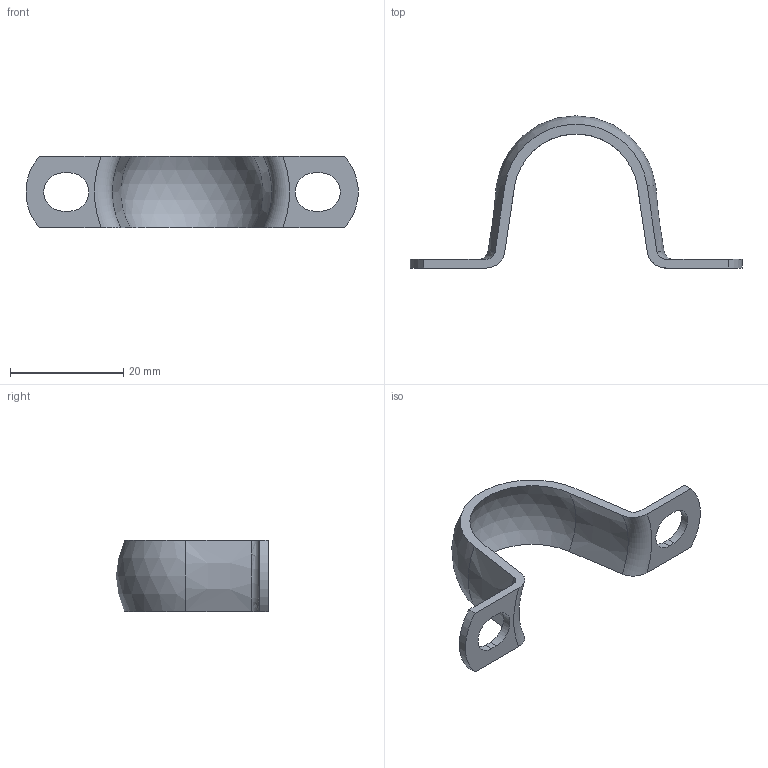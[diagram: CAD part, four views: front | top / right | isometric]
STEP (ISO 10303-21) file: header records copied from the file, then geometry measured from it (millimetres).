
FILE_DESCRIPTION(/* description */ (''),/* implementation_level */ '2;1');
FILE_NAME(/* name */ 'MSTR BD Strap_3688.ipt.stp',/* time_stamp */ '2016-01-07T16:35:46-08:00',/* author */ ('Autodesk, Inc.'),/* organization */ (''),/* preprocessor_version */ 'ST-DEVELOPER v16.1',/* originating_system */ 'Autodesk Inventor 2016',/* authorisation */ '');
FILE_SCHEMA (('AUTOMOTIVE_DESIGN { 1 0 10303 214 3 1 1 }'));
Length unit declared in the file: inch
Products named in the file (1): MSTR BD Strap_3688
Bounding box: 58.69 x 26.92 x 12.7 mm (x, y, z)
Volume: 1676.4 mm3; surface area: 2600.9 mm2
Topology: 1 solids, 1 shells, 26 faces, 72 edges, 48 vertices
Faces by surface type: plane 10, cylinder 6, cone 4, torus 4, sphere 2
Entity records: 926 total; most frequent: CARTESIAN_POINT 235, ORIENTED_EDGE 144, DIRECTION 138, EDGE_CURVE 72, AXIS2_PLACEMENT_3D 55, VERTEX_POINT 48, EDGE_LOOP 30, LINE 28
